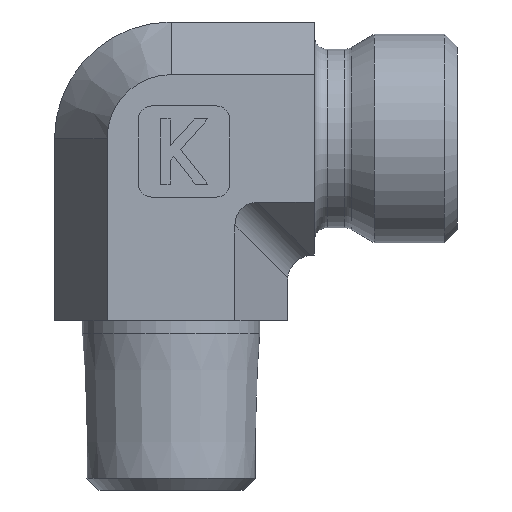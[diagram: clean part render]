
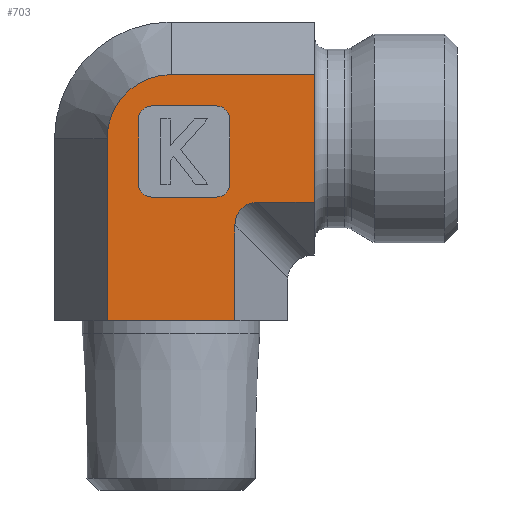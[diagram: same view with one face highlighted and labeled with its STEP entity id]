
A CAD part, left-side view. The second image highlights one B-rep face of the part: STEP entity #703.
In plain terms, the highlighted planar face has unit normal (-1, 0, 0).
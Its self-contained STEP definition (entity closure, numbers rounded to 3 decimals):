
#473=CARTESIAN_POINT('',(-27.685,4.636,1.));
#474=VERTEX_POINT('',#473);
#481=CARTESIAN_POINT('',(-27.685,14.451,1.));
#482=VERTEX_POINT('',#481);
#483=CARTESIAN_POINT('',(-27.685,14.451,1.));
#484=DIRECTION('',(0.0,-1.0,0.0));
#485=VECTOR('',#484,9.815);
#486=LINE('',#483,#485);
#487=EDGE_CURVE('',#482,#474,#486,.T.);
#551=CARTESIAN_POINT('',(-27.685,14.451,15.));
#552=VERTEX_POINT('',#551);
#553=CARTESIAN_POINT('',(-27.685,14.451,1.));
#554=DIRECTION('',(0.0,0.0,1.0));
#555=VECTOR('',#554,14.);
#556=LINE('',#553,#555);
#557=EDGE_CURVE('',#482,#552,#556,.T.);
#576=CARTESIAN_POINT('',(-27.685,4.636,0.0));
#577=DIRECTION('',(-1.0,0.0,0.0));
#578=DIRECTION('',(0.0,0.0,1.0));
#579=AXIS2_PLACEMENT_3D('',#576,#577,#578);
#580=PLANE('',#579);
#581=ORIENTED_EDGE('',*,*,#487,.T.);
#582=CARTESIAN_POINT('',(-27.685,4.636,8.36));
#583=VERTEX_POINT('',#582);
#584=CARTESIAN_POINT('',(-27.685,4.636,1.));
#585=DIRECTION('',(0.0,0.0,1.0));
#586=VECTOR('',#585,7.36);
#587=LINE('',#584,#586);
#588=EDGE_CURVE('',#474,#583,#587,.T.);
#589=ORIENTED_EDGE('',*,*,#588,.T.);
#590=CARTESIAN_POINT('',(-27.685,2.904,10.093));
#591=VERTEX_POINT('',#590);
#592=CARTESIAN_POINT('',(-27.685,2.327,7.783));
#593=DIRECTION('',(-1.0,0.0,0.0));
#594=DIRECTION('',(0.0,0.707,0.707));
#595=AXIS2_PLACEMENT_3D('',#592,#593,#594);
#596=ELLIPSE('',#595,2.582,2.0);
#597=EDGE_CURVE('',#591,#583,#596,.T.);
#598=ORIENTED_EDGE('',*,*,#597,.F.);
#599=CARTESIAN_POINT('',(-27.685,-1.456,10.093));
#600=VERTEX_POINT('',#599);
#601=CARTESIAN_POINT('',(-27.685,2.904,10.093));
#602=DIRECTION('',(0.0,-1.0,0.0));
#603=VECTOR('',#602,4.36);
#604=LINE('',#601,#603);
#605=EDGE_CURVE('',#591,#600,#604,.T.);
#606=ORIENTED_EDGE('',*,*,#605,.T.);
#607=CARTESIAN_POINT('',(-27.685,-1.456,19.907));
#608=VERTEX_POINT('',#607);
#609=CARTESIAN_POINT('',(-27.685,-1.456,10.093));
#610=DIRECTION('',(0.0,0.0,1.0));
#611=VECTOR('',#610,9.815);
#612=LINE('',#609,#611);
#613=EDGE_CURVE('',#600,#608,#612,.T.);
#614=ORIENTED_EDGE('',*,*,#613,.T.);
#615=CARTESIAN_POINT('',(-27.685,9.544,19.907));
#616=VERTEX_POINT('',#615);
#617=CARTESIAN_POINT('',(-27.685,9.544,19.907));
#618=DIRECTION('',(0.0,-1.0,0.0));
#619=VECTOR('',#618,11.);
#620=LINE('',#617,#619);
#621=EDGE_CURVE('',#616,#608,#620,.T.);
#622=ORIENTED_EDGE('',*,*,#621,.F.);
#623=CARTESIAN_POINT('',(-27.685,9.544,15.));
#624=DIRECTION('',(-1.0,0.0,0.0));
#625=DIRECTION('',(0.0,0.0,1.0));
#626=AXIS2_PLACEMENT_3D('',#623,#624,#625);
#627=CIRCLE('',#626,4.907);
#628=EDGE_CURVE('',#616,#552,#627,.T.);
#629=ORIENTED_EDGE('',*,*,#628,.T.);
#630=ORIENTED_EDGE('',*,*,#557,.F.);
#631=EDGE_LOOP('',(#581,#589,#598,#606,#614,#622,#629,#630));
#632=FACE_OUTER_BOUND('',#631,.T.);
#633=CARTESIAN_POINT('',(-27.685,6.044,10.5));
#634=VERTEX_POINT('',#633);
#635=CARTESIAN_POINT('',(-27.685,11.044,10.5));
#636=VERTEX_POINT('',#635);
#637=CARTESIAN_POINT('',(-27.685,6.044,10.5));
#638=DIRECTION('',(0.0,1.0,0.0));
#639=VECTOR('',#638,5.);
#640=LINE('',#637,#639);
#641=EDGE_CURVE('',#634,#636,#640,.T.);
#642=ORIENTED_EDGE('',*,*,#641,.T.);
#643=CARTESIAN_POINT('',(-27.685,12.044,11.5));
#644=VERTEX_POINT('',#643);
#645=CARTESIAN_POINT('',(-27.685,11.044,11.5));
#646=DIRECTION('',(-1.0,0.0,0.0));
#647=DIRECTION('',(0.0,0.707,-0.707));
#648=AXIS2_PLACEMENT_3D('',#645,#646,#647);
#649=CIRCLE('',#648,1.0);
#650=EDGE_CURVE('',#644,#636,#649,.T.);
#651=ORIENTED_EDGE('',*,*,#650,.F.);
#652=CARTESIAN_POINT('',(-27.685,12.044,16.5));
#653=VERTEX_POINT('',#652);
#654=CARTESIAN_POINT('',(-27.685,12.044,11.5));
#655=DIRECTION('',(0.0,0.0,1.0));
#656=VECTOR('',#655,5.0);
#657=LINE('',#654,#656);
#658=EDGE_CURVE('',#644,#653,#657,.T.);
#659=ORIENTED_EDGE('',*,*,#658,.T.);
#660=CARTESIAN_POINT('',(-27.685,11.044,17.5));
#661=VERTEX_POINT('',#660);
#662=CARTESIAN_POINT('',(-27.685,11.044,16.5));
#663=DIRECTION('',(-1.0,0.0,0.0));
#664=DIRECTION('',(0.0,0.707,0.707));
#665=AXIS2_PLACEMENT_3D('',#662,#663,#664);
#666=CIRCLE('',#665,1.0);
#667=EDGE_CURVE('',#661,#653,#666,.T.);
#668=ORIENTED_EDGE('',*,*,#667,.F.);
#669=CARTESIAN_POINT('',(-27.685,6.044,17.5));
#670=VERTEX_POINT('',#669);
#671=CARTESIAN_POINT('',(-27.685,11.044,17.5));
#672=DIRECTION('',(0.0,-1.0,0.0));
#673=VECTOR('',#672,5.0);
#674=LINE('',#671,#673);
#675=EDGE_CURVE('',#661,#670,#674,.T.);
#676=ORIENTED_EDGE('',*,*,#675,.T.);
#677=CARTESIAN_POINT('',(-27.685,5.044,16.5));
#678=VERTEX_POINT('',#677);
#679=CARTESIAN_POINT('',(-27.685,6.044,16.5));
#680=DIRECTION('',(-1.0,0.0,0.0));
#681=DIRECTION('',(0.0,-0.707,0.707));
#682=AXIS2_PLACEMENT_3D('',#679,#680,#681);
#683=CIRCLE('',#682,1.0);
#684=EDGE_CURVE('',#678,#670,#683,.T.);
#685=ORIENTED_EDGE('',*,*,#684,.F.);
#686=CARTESIAN_POINT('',(-27.685,5.044,11.5));
#687=VERTEX_POINT('',#686);
#688=CARTESIAN_POINT('',(-27.685,5.044,16.5));
#689=DIRECTION('',(0.0,0.0,-1.0));
#690=VECTOR('',#689,5.);
#691=LINE('',#688,#690);
#692=EDGE_CURVE('',#678,#687,#691,.T.);
#693=ORIENTED_EDGE('',*,*,#692,.T.);
#694=CARTESIAN_POINT('',(-27.685,6.044,11.5));
#695=DIRECTION('',(-1.0,0.0,0.0));
#696=DIRECTION('',(0.0,-0.707,-0.707));
#697=AXIS2_PLACEMENT_3D('',#694,#695,#696);
#698=CIRCLE('',#697,1.0);
#699=EDGE_CURVE('',#634,#687,#698,.T.);
#700=ORIENTED_EDGE('',*,*,#699,.F.);
#701=EDGE_LOOP('',(#642,#651,#659,#668,#676,#685,#693,#700));
#702=FACE_BOUND('',#701,.T.);
#703=ADVANCED_FACE('',(#632,#702),#580,.T.);
